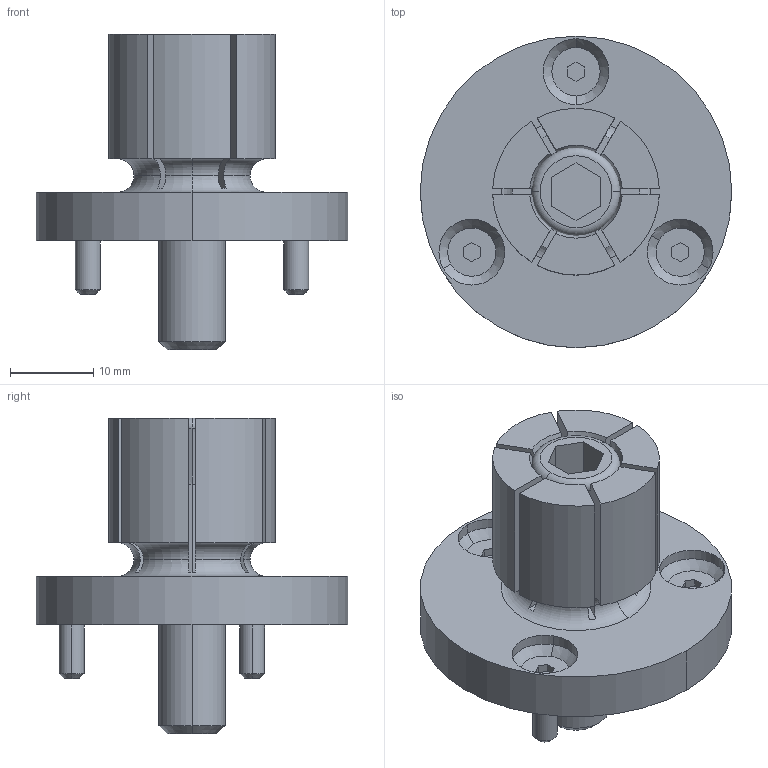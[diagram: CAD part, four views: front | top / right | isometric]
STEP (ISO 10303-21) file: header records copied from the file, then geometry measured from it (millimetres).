
FILE_DESCRIPTION (( 'STEP AP203' ), '1' );
FILE_NAME ('mbid08.STEP', '2021-10-26T02:38:48', ( '' ), ( '' ), 'SwSTEP 2.0', 'SolidWorks 2020', '' );
FILE_SCHEMA (( 'CONFIG_CONTROL_DESIGN' ));
Length unit declared in the file: millimetre
Products named in the file (6): mbid08_05; mbid08_03; mbid08_04; mbid08_02; mbid08_01; mbid08
Assembly tree (5 placements, depth 2):
  mbid08
    mbid08_01
    mbid08_02
    mbid08_03
    mbid08_04
    mbid08_05
Bounding box: 37.5 x 37.5 x 38 mm (x, y, z)
Volume: 11688 mm3; surface area: 7569.5 mm2
Topology: 5 solids, 5 shells, 160 faces, 399 edges, 254 vertices
Faces by surface type: plane 75, cylinder 44, cone 29, torus 12
Entity records: 5661 total; most frequent: CARTESIAN_POINT 1139, DIRECTION 851, ORIENTED_EDGE 798, EDGE_CURVE 399, AXIS2_PLACEMENT_3D 320, VERTEX_POINT 254, LINE 211, VECTOR 211
